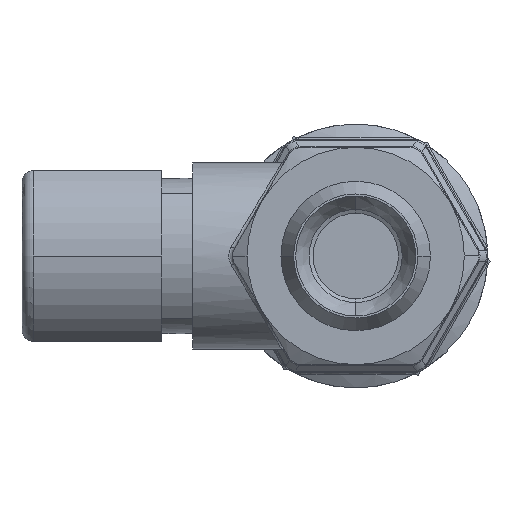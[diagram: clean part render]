
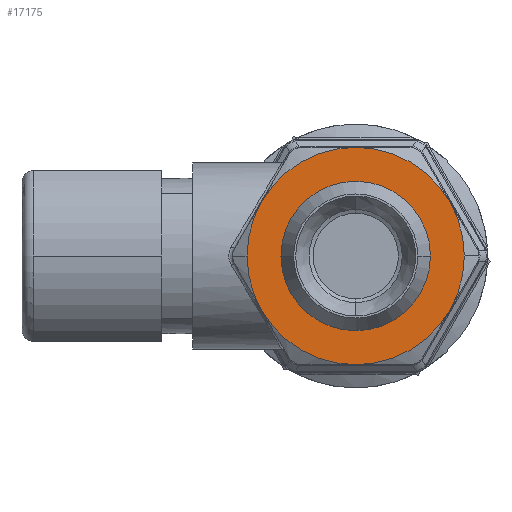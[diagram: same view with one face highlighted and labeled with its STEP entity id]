
A CAD part, left-side view. The second image highlights one B-rep face of the part: STEP entity #17175.
In plain terms, the highlighted planar face has unit normal (-1, 0, 0).
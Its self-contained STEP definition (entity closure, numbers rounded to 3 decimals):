
#3655 = CARTESIAN_POINT ( 'NONE',  ( -2.32, 0., 0. ) ) ;
#3656 = DIRECTION ( 'NONE',  ( 1., 0., 0. ) ) ;
#3657 = DIRECTION ( 'NONE',  ( 0., 1., 0. ) ) ;
#3737 = CARTESIAN_POINT ( 'NONE',  ( -2.32, 0., 0. ) ) ;
#3738 = DIRECTION ( 'NONE',  ( 1., 0., 0. ) ) ;
#3739 = DIRECTION ( 'NONE',  ( 0., 1., 0. ) ) ;
#4486 = CARTESIAN_POINT ( 'NONE',  ( -2.32, 0., 0. ) ) ;
#4488 = DIRECTION ( 'NONE',  ( 1., 0., 0. ) ) ;
#4490 = DIRECTION ( 'NONE',  ( 0., 1., 0. ) ) ;
#4514 = CARTESIAN_POINT ( 'NONE',  ( -2.32, 0., 0. ) ) ;
#4516 = DIRECTION ( 'NONE',  ( 1., 0., 0. ) ) ;
#4518 = DIRECTION ( 'NONE',  ( 0., 1., 0. ) ) ;
#4616 = DIRECTION ( 'NONE',  ( 1., 0., 0. ) ) ;
#4618 = CARTESIAN_POINT ( 'NONE',  ( -2.32, 4.815, 0. ) ) ;
#4623 = PLANE ( 'NONE',  #34580 ) ;
#4626 = DIRECTION ( 'NONE',  ( 0., 1., 0. ) ) ;
#6008 = CARTESIAN_POINT ( 'NONE',  ( -2.32, 4.815, 0. ) ) ;
#6009 = CARTESIAN_POINT ( 'NONE',  ( -2.32, -4.815, 0. ) ) ;
#6013 = CARTESIAN_POINT ( 'NONE',  ( -2.32, 7., 0. ) ) ;
#7297 = CARTESIAN_POINT ( 'NONE',  ( -2.32, -7., 0. ) ) ;
#8616 = ORIENTED_EDGE ( 'NONE', *, *, #23655, .F. ) ;
#8617 = ORIENTED_EDGE ( 'NONE', *, *, #23489, .F. ) ;
#8618 = ORIENTED_EDGE ( 'NONE', *, *, #23650, .T. ) ;
#8619 = ORIENTED_EDGE ( 'NONE', *, *, #23505, .T. ) ;
#15717 = EDGE_LOOP ( 'NONE', ( #8616, #8617 ) ) ;
#15719 = EDGE_LOOP ( 'NONE', ( #8618, #8619 ) ) ;
#17175 = ADVANCED_FACE ( 'NONE', ( #25307, #25309 ), #4623, .F. ) ;
#18688 = VERTEX_POINT ( 'NONE', #6008 ) ;
#18689 = VERTEX_POINT ( 'NONE', #6009 ) ;
#18693 = VERTEX_POINT ( 'NONE', #6013 ) ;
#20556 = CIRCLE ( 'NONE', #38024, 4.815 ) ;
#20557 = CIRCLE ( 'NONE', #38015, 7. ) ;
#20723 = CIRCLE ( 'NONE', #38169, 4.815 ) ;
#20731 = CIRCLE ( 'NONE', #38174, 7. ) ;
#23086 = VERTEX_POINT ( 'NONE', #7297 ) ;
#23489 = EDGE_CURVE ( 'NONE', #23086, #18693, #20557, .T. ) ;
#23505 = EDGE_CURVE ( 'NONE', #18689, #18688, #20556, .T. ) ;
#23650 = EDGE_CURVE ( 'NONE', #18688, #18689, #20723, .T. ) ;
#23655 = EDGE_CURVE ( 'NONE', #18693, #23086, #20731, .T. ) ;
#25307 = FACE_OUTER_BOUND ( 'NONE', #15717, .T. ) ;
#25309 = FACE_BOUND ( 'NONE', #15719, .T. ) ;
#34580 = AXIS2_PLACEMENT_3D ( 'NONE', #4618, #4616, #4626 ) ;
#38015 = AXIS2_PLACEMENT_3D ( 'NONE', #3655, #3656, #3657 ) ;
#38024 = AXIS2_PLACEMENT_3D ( 'NONE', #3737, #3738, #3739 ) ;
#38169 = AXIS2_PLACEMENT_3D ( 'NONE', #4486, #4488, #4490 ) ;
#38174 = AXIS2_PLACEMENT_3D ( 'NONE', #4514, #4516, #4518 ) ;
